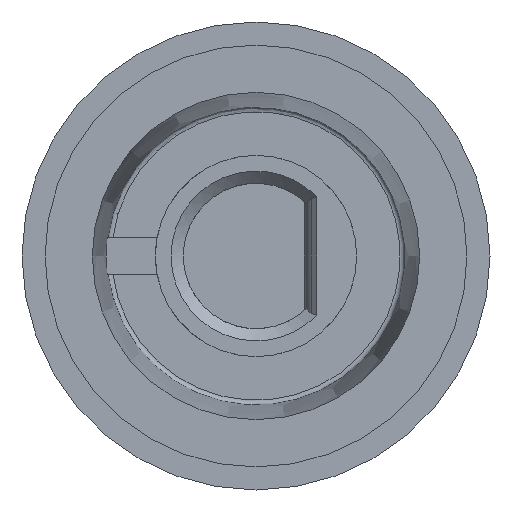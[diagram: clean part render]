
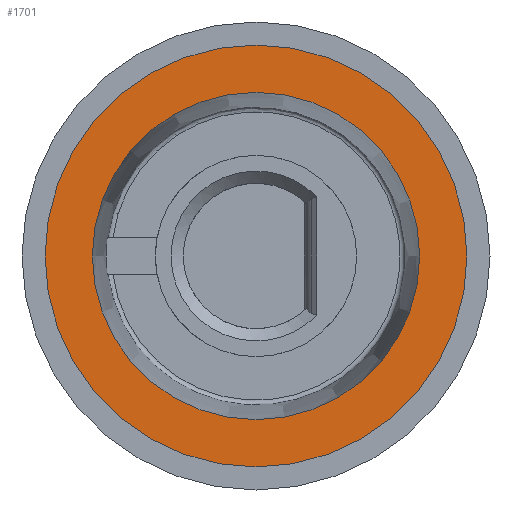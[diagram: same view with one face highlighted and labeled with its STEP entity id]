
A CAD part, front view. The second image highlights one B-rep face of the part: STEP entity #1701.
In plain terms, the highlighted planar face has unit normal (0, -1, 0).
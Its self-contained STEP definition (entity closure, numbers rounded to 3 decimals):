
#95=FACE_BOUND('',#472,.T.);
#148=CIRCLE('',#1826,6.75);
#158=CIRCLE('',#1848,8.7);
#363=FACE_OUTER_BOUND('',#471,.T.);
#471=EDGE_LOOP('',(#1141));
#472=EDGE_LOOP('',(#1142));
#637=VERTEX_POINT('',#2462);
#651=VERTEX_POINT('',#2547);
#804=EDGE_CURVE('',#637,#637,#148,.T.);
#829=EDGE_CURVE('',#651,#651,#158,.T.);
#1141=ORIENTED_EDGE('',*,*,#829,.F.);
#1142=ORIENTED_EDGE('',*,*,#804,.T.);
#1568=PLANE('',#1847);
#1701=ADVANCED_FACE('',(#363,#95),#1568,.T.);
#1826=AXIS2_PLACEMENT_3D('',#2463,#2043,#2044);
#1847=AXIS2_PLACEMENT_3D('',#2546,#2094,#2095);
#1848=AXIS2_PLACEMENT_3D('',#2548,#2096,#2097);
#2043=DIRECTION('center_axis',(0.,1.,0.));
#2044=DIRECTION('ref_axis',(1.,0.,0.));
#2094=DIRECTION('center_axis',(0.,-1.,0.));
#2095=DIRECTION('ref_axis',(0.,0.,-1.));
#2096=DIRECTION('center_axis',(0.,1.,0.));
#2097=DIRECTION('ref_axis',(1.,0.,0.));
#2462=CARTESIAN_POINT('',(-6.75,3.3,0.));
#2463=CARTESIAN_POINT('Origin',(0.,3.3,0.));
#2546=CARTESIAN_POINT('Origin',(0.,3.3,0.));
#2547=CARTESIAN_POINT('',(-8.7,3.3,0.));
#2548=CARTESIAN_POINT('Origin',(0.,3.3,0.));
